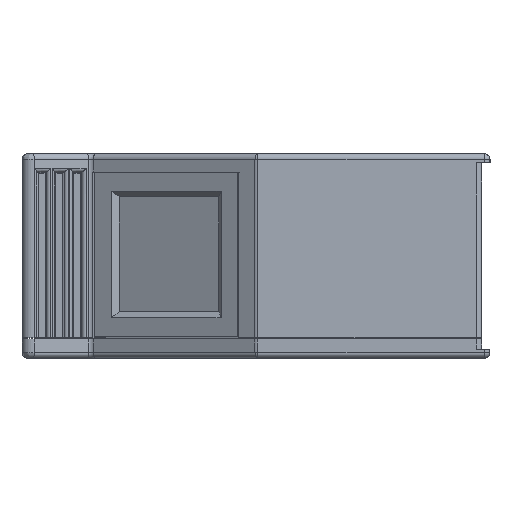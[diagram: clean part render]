
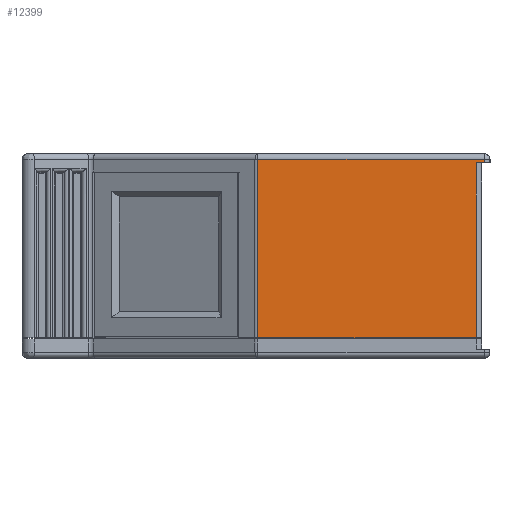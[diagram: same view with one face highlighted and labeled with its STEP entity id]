
A CAD part, left-side view. The second image highlights one B-rep face of the part: STEP entity #12399.
In plain terms, the highlighted planar face has unit normal (-1, 0, 0).
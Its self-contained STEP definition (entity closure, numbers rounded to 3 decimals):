
#12399=ADVANCED_FACE('',(#14969),#13793,.F.);
#13793=PLANE('',#42056);
#14969=FACE_OUTER_BOUND('',#16555,.T.);
#16555=EDGE_LOOP('',(#20207,#20208,#20209,#20210,#20211,#20212));
#20207=ORIENTED_EDGE('',*,*,#30792,.T.);
#20208=ORIENTED_EDGE('',*,*,#30793,.T.);
#20209=ORIENTED_EDGE('',*,*,#30794,.T.);
#20210=ORIENTED_EDGE('',*,*,#30763,.T.);
#20211=ORIENTED_EDGE('',*,*,#30795,.T.);
#20212=ORIENTED_EDGE('',*,*,#30796,.F.);
#27608=VERTEX_POINT('',#55911);
#27609=VERTEX_POINT('',#55913);
#27629=VERTEX_POINT('',#55966);
#27630=VERTEX_POINT('',#55967);
#27631=VERTEX_POINT('',#55969);
#27632=VERTEX_POINT('',#55972);
#30763=EDGE_CURVE('',#27609,#27608,#34383,.T.);
#30792=EDGE_CURVE('',#27629,#27630,#34409,.T.);
#30793=EDGE_CURVE('',#27630,#27631,#34410,.T.);
#30794=EDGE_CURVE('',#27631,#27609,#34411,.T.);
#30795=EDGE_CURVE('',#27608,#27632,#34412,.T.);
#30796=EDGE_CURVE('',#27629,#27632,#34413,.T.);
#34383=LINE('',#55912,#36848);
#34409=LINE('',#55965,#36874);
#34410=LINE('',#55968,#36875);
#34411=LINE('',#55970,#36876);
#34412=LINE('',#55971,#36877);
#34413=LINE('',#55973,#36878);
#36848=VECTOR('',#46164,1.);
#36874=VECTOR('',#46204,1.);
#36875=VECTOR('',#46205,1.);
#36876=VECTOR('',#46206,1.);
#36877=VECTOR('',#46207,1.);
#36878=VECTOR('',#46208,1.);
#42056=AXIS2_PLACEMENT_3D('',#55974,#46209,#46210);
#46164=DIRECTION('',(0.,-1.,0.));
#46204=DIRECTION('',(0.,0.,1.));
#46205=DIRECTION('',(0.,1.,0.));
#46206=DIRECTION('',(0.,0.,-1.));
#46207=DIRECTION('',(0.,0.,1.));
#46208=DIRECTION('',(0.,1.,0.));
#46209=DIRECTION('',(1.,0.,0.));
#46210=DIRECTION('',(0.,0.,-1.));
#55911=CARTESIAN_POINT('',(-32.999,0.699,-0.2));
#55912=CARTESIAN_POINT('',(-32.999,19.823,-0.2));
#55913=CARTESIAN_POINT('',(-32.999,19.689,-0.2));
#55965=CARTESIAN_POINT('',(-32.999,-0.001,15.8));
#55966=CARTESIAN_POINT('',(-32.999,-0.001,15.));
#55967=CARTESIAN_POINT('',(-32.999,-0.001,15.3));
#55968=CARTESIAN_POINT('',(-32.999,19.689,15.3));
#55969=CARTESIAN_POINT('',(-32.999,19.689,15.3));
#55970=CARTESIAN_POINT('',(-32.999,19.689,15.8));
#55971=CARTESIAN_POINT('',(-32.999,0.699,15.8));
#55972=CARTESIAN_POINT('',(-32.999,0.699,15.));
#55973=CARTESIAN_POINT('',(-32.999,-0.501,15.));
#55974=CARTESIAN_POINT('',(-32.999,19.823,15.8));
